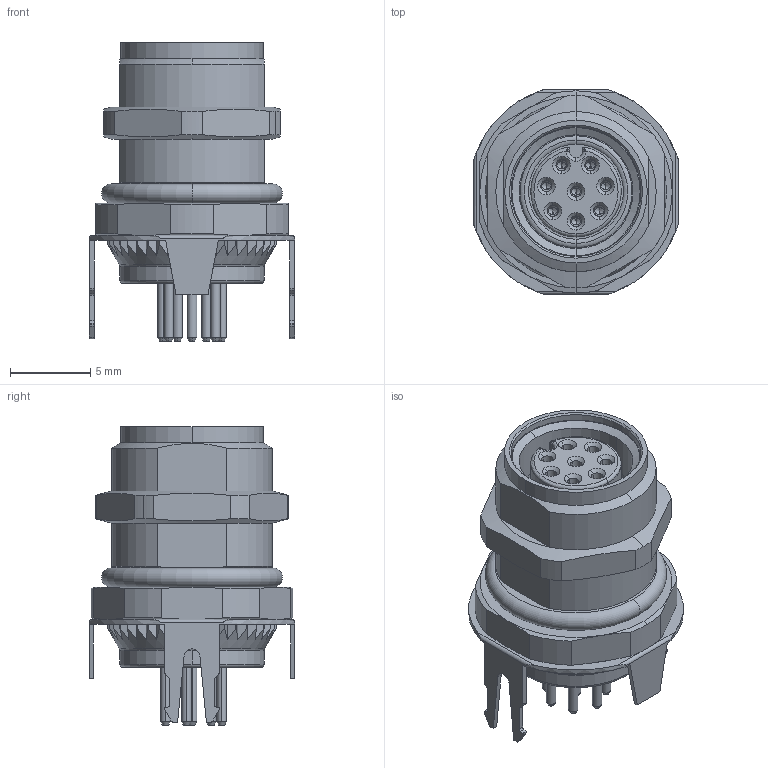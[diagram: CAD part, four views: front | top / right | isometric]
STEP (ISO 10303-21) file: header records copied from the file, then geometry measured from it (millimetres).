
FILE_DESCRIPTION(('SolidDesigner STEP Export'),'2;1');
FILE_NAME('1424235.stp','2012-07-04T11:08:08',(''),(''),'CoCreate Modeling STEP processor for AP214 (Solid Model)','CoCreate Modeling 16.00A 16-Aug-2008 (C) Parametric Technology GmbH','');
FILE_SCHEMA(('AUTOMOTIVE_DESIGN { 1 0 10303 214 1 1 1 1 }'));
Length unit declared in the file: millimetre
Products named in the file (2): 1424235
Assembly tree (1 placements, depth 2):
  1424235
    1424235
Bounding box: 12.8 x 12.8 x 18.6 mm (x, y, z)
Volume: 1162.6 mm3; surface area: 1301.3 mm2
Topology: 1 solids, 1 shells, 540 faces, 1497 edges, 967 vertices
Faces by surface type: plane 232, cylinder 192, cone 82, bspline 18, torus 16
Entity records: 16623 total; most frequent: CARTESIAN_POINT 3971, ORIENTED_EDGE 2958, DIRECTION 2320, EDGE_CURVE 1479, VERTEX_POINT 967, AXIS2_PLACEMENT_3D 827, VECTOR 666, LINE 666
